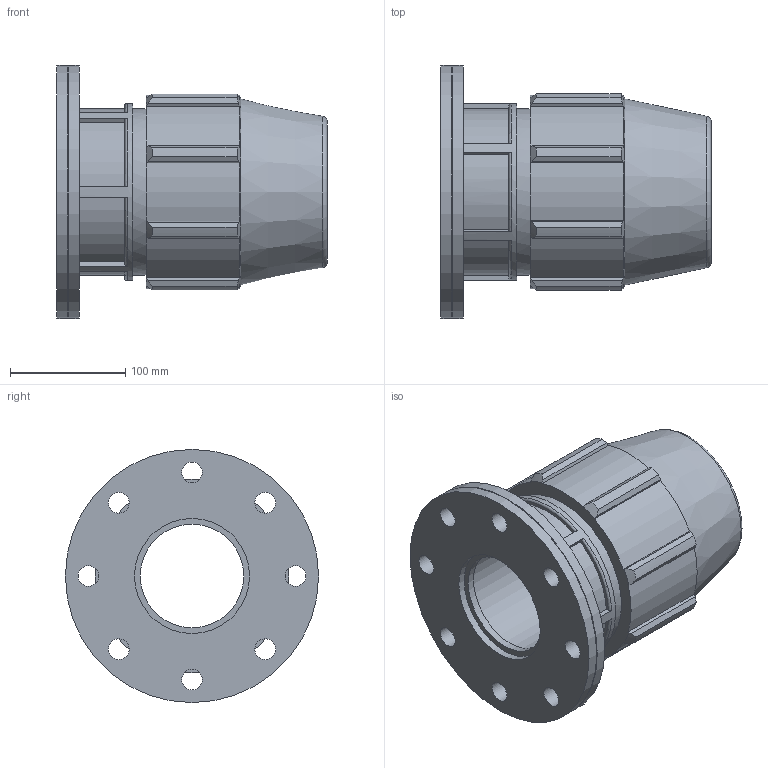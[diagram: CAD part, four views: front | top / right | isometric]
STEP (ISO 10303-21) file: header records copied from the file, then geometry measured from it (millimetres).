
FILE_DESCRIPTION(/* description */ ('PLASSON COMPRESSION FLANGE ADAPTOR 110-4"'),/* implementation_level */ '2;1');
FILE_NAME(/* name */ '0722061100400A.ipt.stp',/* time_stamp */ '2017-06-08T04:12:35+03:00',/* author */ ('KIM'),/* organization */ (''),/* preprocessor_version */ 'ST-DEVELOPER v15.6',/* originating_system */ 'Autodesk Inventor 2015',/* authorisation */ '');
FILE_SCHEMA (('AUTOMOTIVE_DESIGN { 1 0 10303 214 3 1 1 }'));
Length unit declared in the file: millimetre
Products named in the file (1): 0722061100400A
Bounding box: 235 x 220 x 220 mm (x, y, z)
Volume: 2919810.8 mm3; surface area: 289089.1 mm2
Topology: 1 solids, 1 shells, 121 faces, 330 edges, 218 vertices
Faces by surface type: plane 59, cylinder 38, cone 17, torus 7
Full cylindrical faces by diameter (mm): 18 x8, 90 x1, 100 x2, 144.8 x1, 153.85 x1, 158.739 x1, 220 x2
Entity records: 3968 total; most frequent: CARTESIAN_POINT 837, ORIENTED_EDGE 610, DIRECTION 610, EDGE_CURVE 305, AXIS2_PLACEMENT_3D 233, VERTEX_POINT 216, EDGE_LOOP 171, LINE 144
